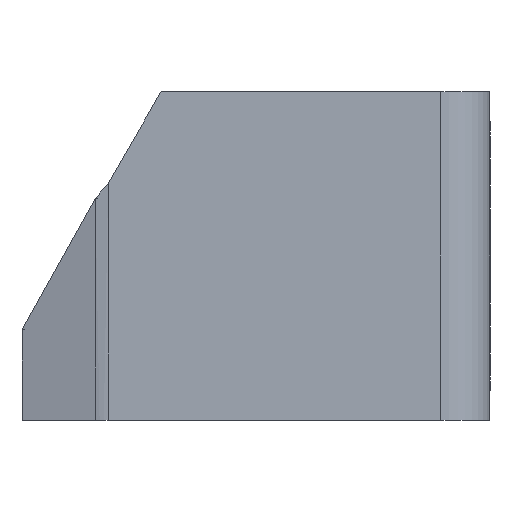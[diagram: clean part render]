
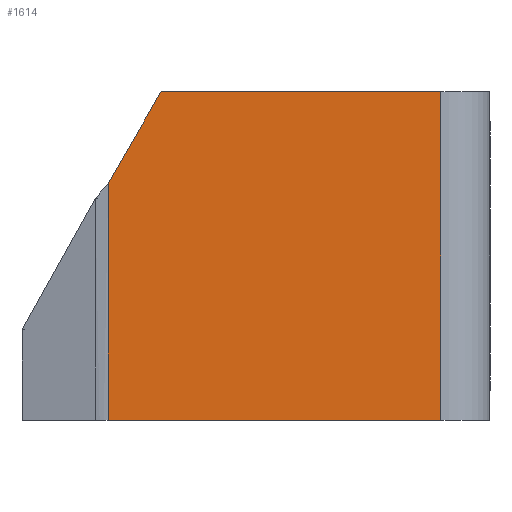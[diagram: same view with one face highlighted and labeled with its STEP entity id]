
A CAD part, left-side view. The second image highlights one B-rep face of the part: STEP entity #1614.
In plain terms, the highlighted planar face has unit normal (-1, 0, 0).
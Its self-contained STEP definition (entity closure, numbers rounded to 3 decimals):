
#16 = ORIENTED_EDGE ( 'NONE', *, *, #1854, .T. ) ;
#44 = ORIENTED_EDGE ( 'NONE', *, *, #1224, .T. ) ;
#94 = VERTEX_POINT ( 'NONE', #169 ) ;
#169 = CARTESIAN_POINT ( 'NONE',  ( -147.5, 40.064, 20. ) ) ;
#214 = CARTESIAN_POINT ( 'NONE',  ( -147.5, 6., -20. ) ) ;
#309 = EDGE_CURVE ( 'NONE', #1962, #839, #2266, .T. ) ;
#315 = ORIENTED_EDGE ( 'NONE', *, *, #1386, .F. ) ;
#375 = VERTEX_POINT ( 'NONE', #2219 ) ;
#565 = CARTESIAN_POINT ( 'NONE',  ( -147.5, 56.807, -9. ) ) ;
#621 = AXIS2_PLACEMENT_3D ( 'NONE', #2137, #2089, #2285 ) ;
#677 = CARTESIAN_POINT ( 'NONE',  ( -147.5, 6., 20. ) ) ;
#766 = DIRECTION ( 'NONE',  ( 0., 0.5, -0.866 ) ) ;
#839 = VERTEX_POINT ( 'NONE', #1768 ) ;
#1003 = DIRECTION ( 'NONE',  ( 0., 0., -1. ) ) ;
#1094 = EDGE_LOOP ( 'NONE', ( #1437, #44, #1973, #315, #16 ) ) ;
#1118 = CARTESIAN_POINT ( 'NONE',  ( -147.5, 46.51, 8.835 ) ) ;
#1172 = VECTOR ( 'NONE', #766, 1000. ) ;
#1181 = VECTOR ( 'NONE', #2214, 1000. ) ;
#1224 = EDGE_CURVE ( 'NONE', #2031, #839, #2113, .T. ) ;
#1386 = EDGE_CURVE ( 'NONE', #375, #1962, #1717, .T. ) ;
#1437 = ORIENTED_EDGE ( 'NONE', *, *, #2002, .T. ) ;
#1508 = CARTESIAN_POINT ( 'NONE',  ( -147.5, 0., -20. ) ) ;
#1514 = LINE ( 'NONE', #1818, #1181 ) ;
#1614 = ADVANCED_FACE ( 'NONE', ( #1941 ), #2324, .T. ) ;
#1619 = LINE ( 'NONE', #565, #1172 ) ;
#1637 = DIRECTION ( 'NONE',  ( 0., 1., 0. ) ) ;
#1717 = LINE ( 'NONE', #677, #1763 ) ;
#1763 = VECTOR ( 'NONE', #1003, 1000. ) ;
#1768 = CARTESIAN_POINT ( 'NONE',  ( -147.5, 46.51, -20. ) ) ;
#1818 = CARTESIAN_POINT ( 'NONE',  ( -147.5, 0., 20. ) ) ;
#1854 = EDGE_CURVE ( 'NONE', #375, #94, #1514, .T. ) ;
#1941 = FACE_OUTER_BOUND ( 'NONE', #1094, .T. ) ;
#1962 = VERTEX_POINT ( 'NONE', #214 ) ;
#1973 = ORIENTED_EDGE ( 'NONE', *, *, #309, .F. ) ;
#2002 = EDGE_CURVE ( 'NONE', #94, #2031, #1619, .T. ) ;
#2031 = VERTEX_POINT ( 'NONE', #1118 ) ;
#2089 = DIRECTION ( 'NONE',  ( -1., 0., 0. ) ) ;
#2113 = LINE ( 'NONE', #2125, #2225 ) ;
#2125 = CARTESIAN_POINT ( 'NONE',  ( -147.5, 46.51, 20. ) ) ;
#2137 = CARTESIAN_POINT ( 'NONE',  ( -147.5, 0., 20. ) ) ;
#2173 = VECTOR ( 'NONE', #1637, 1000. ) ;
#2214 = DIRECTION ( 'NONE',  ( 0., 1., 0. ) ) ;
#2219 = CARTESIAN_POINT ( 'NONE',  ( -147.5, 6., 20. ) ) ;
#2225 = VECTOR ( 'NONE', #2345, 1000. ) ;
#2266 = LINE ( 'NONE', #1508, #2173 ) ;
#2285 = DIRECTION ( 'NONE',  ( 0., -1., 0. ) ) ;
#2324 = PLANE ( 'NONE',  #621 ) ;
#2345 = DIRECTION ( 'NONE',  ( 0., 0., -1. ) ) ;
